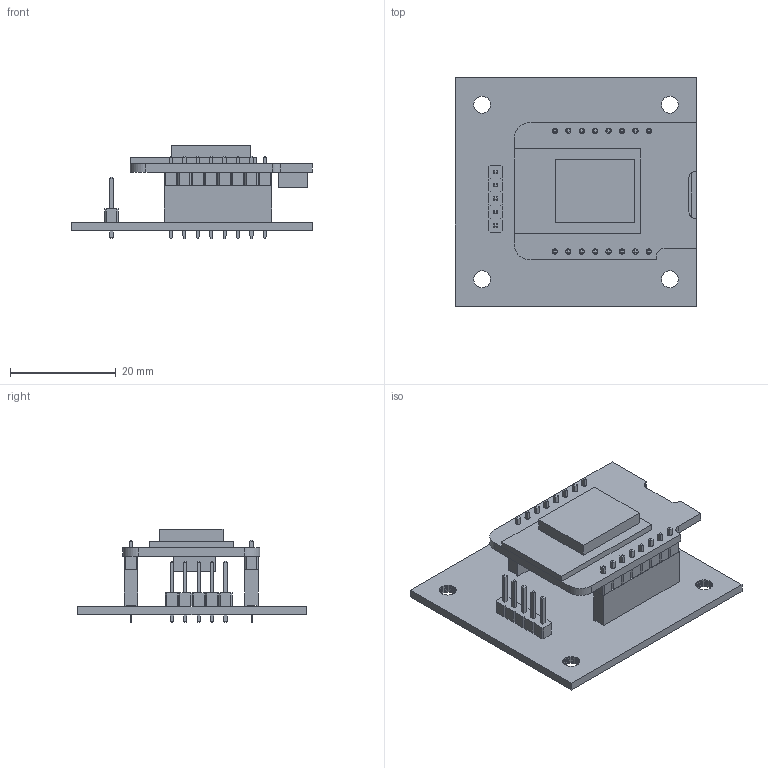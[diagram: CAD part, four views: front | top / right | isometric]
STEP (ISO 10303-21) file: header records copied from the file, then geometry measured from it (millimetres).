
FILE_DESCRIPTION(('KiCad electronic assembly'),'2;1');
FILE_NAME('ETA-Serial2MQTTGateway.step','2023-12-07T11:03:39',('Pcbnew') ,('Kicad'),'Open CASCADE STEP processor 7.6','KiCad to STEP converter' ,'Unknown');
FILE_SCHEMA(('AUTOMOTIVE_DESIGN { 1 0 10303 214 1 1 1 1 }'));
Length unit declared in the file: millimetre
Products named in the file (10): ETA-Serial2MQTTGateway 1; PinHeader_1x05_P2.54mm_Vertical; SOLID; WEMOS_D1_mini_light; PinHeader_1x08_P2.54mm_Vertical; PinSocket_1x08_P2.54mm_Vertical; PCB
Assembly tree (11 placements, depth 3):
  ETA-Serial2MQTTGateway 1
    PinHeader_1x05_P2.54mm_Vertical
      SOLID
    WEMOS_D1_mini_light
      SOLID
    PinHeader_1x08_P2.54mm_Vertical  x2
      SOLID
    PinSocket_1x08_P2.54mm_Vertical  x2
      SOLID
    PCB
Bounding box: 45.72 x 43.18 x 17.7 mm (x, y, z)
Volume: 6499.6 mm3; surface area: 8834.1 mm2
Topology: 7 solids, 7 shells, 1268 faces, 3253 edges, 2090 vertices
Faces by surface type: plane 1226, cylinder 42
Full cylindrical faces by diameter (mm): 1 x37
Entity records: 56735 total; most frequent: CARTESIAN_POINT 8825, DIRECTION 8049, LINE 6185, VECTOR 6185, ORIENTED_EDGE 4238, PCURVE 4238, DEFINITIONAL_REPRESENTATION 4238, EDGE_CURVE 2119
